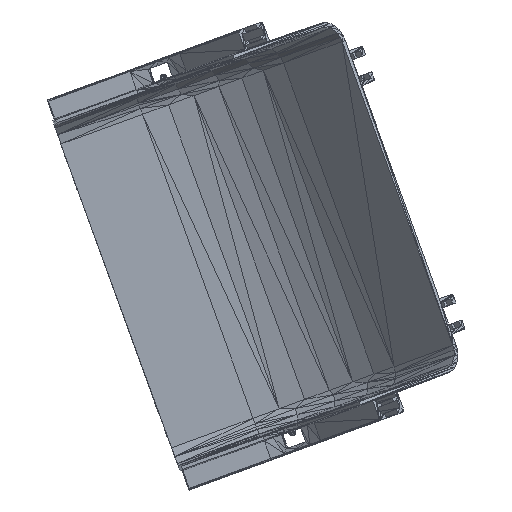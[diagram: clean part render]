
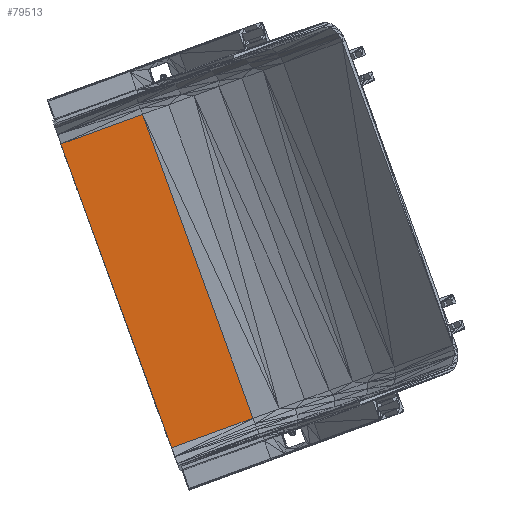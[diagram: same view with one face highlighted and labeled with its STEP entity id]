
A CAD part, top view. The second image highlights one B-rep face of the part: STEP entity #79513.
In plain terms, the highlighted planar face has unit normal (-0.001, 0, 1).
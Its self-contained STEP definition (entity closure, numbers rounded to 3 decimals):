
#12440 = VERTEX_POINT('',#12441);
#12441 = CARTESIAN_POINT('',(-1336.102,-7270.999,
    -84.927));
#16055 = PLANE('',#16056);
#16056 = AXIS2_PLACEMENT_3D('',#16057,#16058,#16059);
#16057 = CARTESIAN_POINT('',(-1299.213,-7372.397,
    -85.713));
#16058 = DIRECTION('',(-0.94,-0.342,
    0.02));
#16059 = DIRECTION('',(0.342,-0.94,0.));
#16092 = EDGE_CURVE('',#16093,#12440,#16095,.T.);
#16093 = VERTEX_POINT('',#16094);
#16094 = CARTESIAN_POINT('',(-1262.824,-7472.33,
    -84.927));
#16095 = SURFACE_CURVE('',#16096,(#16100,#16107),.PCURVE_S1.);
#16096 = LINE('',#16097,#16098);
#16097 = CARTESIAN_POINT('',(-1262.824,-7472.33,
    -84.927));
#16098 = VECTOR('',#16099,1.);
#16099 = DIRECTION('',(-0.342,0.94,0.));
#16100 = PCURVE('',#16055,#16101);
#16101 = DEFINITIONAL_REPRESENTATION('',(#16102),#16106);
#16102 = LINE('',#16103,#16104);
#16103 = CARTESIAN_POINT('',(106.351,0.786));
#16104 = VECTOR('',#16105,1.);
#16105 = DIRECTION('',(-1.,0.));
#16106 = ( GEOMETRIC_REPRESENTATION_CONTEXT(2) 
PARAMETRIC_REPRESENTATION_CONTEXT() REPRESENTATION_CONTEXT('2D SPACE',''
  ) );
#16107 = PCURVE('',#16108,#16113);
#16108 = PLANE('',#16109);
#16109 = AXIS2_PLACEMENT_3D('',#16110,#16111,#16112);
#16110 = CARTESIAN_POINT('',(-1272.45,-7361.833,
    -84.905));
#16111 = DIRECTION('',(-0.001,0.,
    1.));
#16112 = DIRECTION('',(1.,0.,
    0.001));
#16113 = DEFINITIONAL_REPRESENTATION('',(#16114),#16118);
#16114 = LINE('',#16115,#16116);
#16115 = CARTESIAN_POINT('',(9.627,-110.497));
#16116 = VECTOR('',#16117,1.);
#16117 = DIRECTION('',(-0.342,0.94));
#16118 = ( GEOMETRIC_REPRESENTATION_CONTEXT(2) 
PARAMETRIC_REPRESENTATION_CONTEXT() REPRESENTATION_CONTEXT('2D SPACE',''
  ) );
#18367 = PLANE('',#18368);
#18368 = AXIS2_PLACEMENT_3D('',#18369,#18370,#18371);
#18369 = CARTESIAN_POINT('',(-1236.685,-7464.606,
    -84.472));
#18370 = DIRECTION('',(-0.086,0.234,0.968
    ));
#18371 = DIRECTION('',(0.,0.972,-0.235));
#23069 = EDGE_CURVE('',#23070,#16093,#23072,.T.);
#23070 = VERTEX_POINT('',#23071);
#23071 = CARTESIAN_POINT('',(-1208.799,-7452.666,
    -84.883));
#23072 = SURFACE_CURVE('',#23073,(#23077,#23084),.PCURVE_S1.);
#23073 = LINE('',#23074,#23075);
#23074 = CARTESIAN_POINT('',(-1208.799,-7452.666,
    -84.883));
#23075 = VECTOR('',#23076,1.);
#23076 = DIRECTION('',(-0.94,-0.342,
    -0.001));
#23077 = PCURVE('',#18367,#23078);
#23078 = DEFINITIONAL_REPRESENTATION('',(#23079),#23083);
#23079 = LINE('',#23080,#23081);
#23080 = CARTESIAN_POINT('',(11.702,-27.99));
#23081 = VECTOR('',#23082,1.);
#23082 = DIRECTION('',(-0.332,0.943));
#23083 = ( GEOMETRIC_REPRESENTATION_CONTEXT(2) 
PARAMETRIC_REPRESENTATION_CONTEXT() REPRESENTATION_CONTEXT('2D SPACE',''
  ) );
#23084 = PCURVE('',#16108,#23085);
#23085 = DEFINITIONAL_REPRESENTATION('',(#23086),#23090);
#23086 = LINE('',#23087,#23088);
#23087 = CARTESIAN_POINT('',(63.652,-90.833));
#23088 = VECTOR('',#23089,1.);
#23089 = DIRECTION('',(-0.94,-0.342));
#23090 = ( GEOMETRIC_REPRESENTATION_CONTEXT(2) 
PARAMETRIC_REPRESENTATION_CONTEXT() REPRESENTATION_CONTEXT('2D SPACE',''
  ) );
#23222 = PLANE('',#23223);
#23223 = AXIS2_PLACEMENT_3D('',#23224,#23225,#23226);
#23224 = CARTESIAN_POINT('',(-1239.439,-7354.499,
    -84.57));
#23225 = DIRECTION('',(-0.061,-0.022,
    0.998));
#23226 = DIRECTION('',(0.998,0.,
    0.061));
#23240 = VERTEX_POINT('',#23241);
#23241 = CARTESIAN_POINT('',(-1282.077,-7251.335,
    -84.883));
#23267 = EDGE_CURVE('',#23070,#23240,#23268,.T.);
#23268 = SURFACE_CURVE('',#23269,(#23273,#23280),.PCURVE_S1.);
#23269 = LINE('',#23270,#23271);
#23270 = CARTESIAN_POINT('',(-1208.799,-7452.666,
    -84.883));
#23271 = VECTOR('',#23272,1.);
#23272 = DIRECTION('',(-0.342,0.94,0.));
#23273 = PCURVE('',#23222,#23274);
#23274 = DEFINITIONAL_REPRESENTATION('',(#23275),#23279);
#23275 = LINE('',#23276,#23277);
#23276 = CARTESIAN_POINT('',(30.564,-98.192));
#23277 = VECTOR('',#23278,1.);
#23278 = DIRECTION('',(-0.341,0.94));
#23279 = ( GEOMETRIC_REPRESENTATION_CONTEXT(2) 
PARAMETRIC_REPRESENTATION_CONTEXT() REPRESENTATION_CONTEXT('2D SPACE',''
  ) );
#23280 = PCURVE('',#16108,#23281);
#23281 = DEFINITIONAL_REPRESENTATION('',(#23282),#23286);
#23282 = LINE('',#23283,#23284);
#23283 = CARTESIAN_POINT('',(63.652,-90.833));
#23284 = VECTOR('',#23285,1.);
#23285 = DIRECTION('',(-0.342,0.94));
#23286 = ( GEOMETRIC_REPRESENTATION_CONTEXT(2) 
PARAMETRIC_REPRESENTATION_CONTEXT() REPRESENTATION_CONTEXT('2D SPACE',''
  ) );
#25254 = PLANE('',#25255);
#25255 = AXIS2_PLACEMENT_3D('',#25256,#25257,#25258);
#25256 = CARTESIAN_POINT('',(-1308.505,-7259.815,
    -84.734));
#25257 = DIRECTION('',(0.053,-0.148,0.988
    ));
#25258 = DIRECTION('',(0.,0.989,0.148)
  );
#25296 = EDGE_CURVE('',#23240,#12440,#25297,.T.);
#25297 = SURFACE_CURVE('',#25298,(#25302,#25309),.PCURVE_S1.);
#25298 = LINE('',#25299,#25300);
#25299 = CARTESIAN_POINT('',(-1282.077,-7251.335,
    -84.883));
#25300 = VECTOR('',#25301,1.);
#25301 = DIRECTION('',(-0.94,-0.342,
    -0.001));
#25302 = PCURVE('',#25254,#25303);
#25303 = DEFINITIONAL_REPRESENTATION('',(#25304),#25308);
#25304 = LINE('',#25305,#25306);
#25305 = CARTESIAN_POINT('',(8.364,-26.465));
#25306 = VECTOR('',#25307,1.);
#25307 = DIRECTION('',(-0.338,0.941));
#25308 = ( GEOMETRIC_REPRESENTATION_CONTEXT(2) 
PARAMETRIC_REPRESENTATION_CONTEXT() REPRESENTATION_CONTEXT('2D SPACE',''
  ) );
#25309 = PCURVE('',#16108,#25310);
#25310 = DEFINITIONAL_REPRESENTATION('',(#25311),#25315);
#25311 = LINE('',#25312,#25313);
#25312 = CARTESIAN_POINT('',(-9.627,110.497));
#25313 = VECTOR('',#25314,1.);
#25314 = DIRECTION('',(-0.94,-0.342));
#25315 = ( GEOMETRIC_REPRESENTATION_CONTEXT(2) 
PARAMETRIC_REPRESENTATION_CONTEXT() REPRESENTATION_CONTEXT('2D SPACE',''
  ) );
#79513 = ADVANCED_FACE('',(#79514),#16108,.T.);
#79514 = FACE_BOUND('',#79515,.T.);
#79515 = EDGE_LOOP('',(#79516,#79517,#79518,#79519));
#79516 = ORIENTED_EDGE('',*,*,#23267,.T.);
#79517 = ORIENTED_EDGE('',*,*,#25296,.T.);
#79518 = ORIENTED_EDGE('',*,*,#16092,.F.);
#79519 = ORIENTED_EDGE('',*,*,#23069,.F.);
